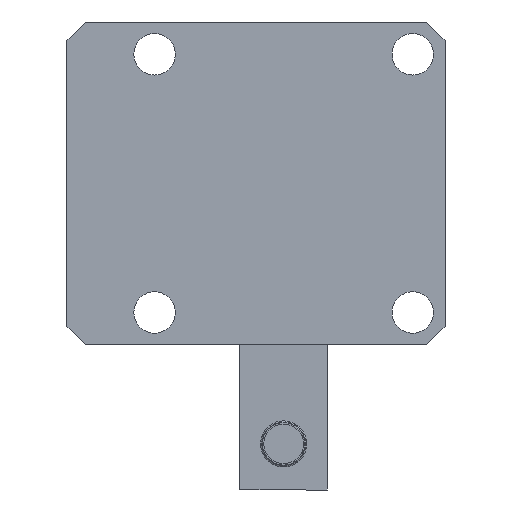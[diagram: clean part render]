
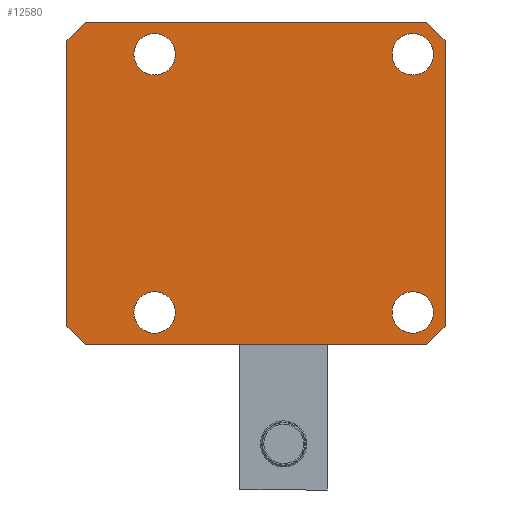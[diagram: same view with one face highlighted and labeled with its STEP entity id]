
A CAD part, front view. The second image highlights one B-rep face of the part: STEP entity #12580.
In plain terms, the highlighted planar face has unit normal (0, -1, 0).
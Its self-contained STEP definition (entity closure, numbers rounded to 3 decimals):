
#77 = PLANE ( 'NONE',  #1691 ) ;
#148 = LINE ( 'NONE', #3862, #11316 ) ;
#276 = AXIS2_PLACEMENT_3D ( 'NONE', #13053, #6083, #14186 ) ;
#354 = CARTESIAN_POINT ( 'NONE',  ( -35., 4.541, -31. ) ) ;
#387 = EDGE_CURVE ( 'NONE', #14789, #8418, #11378, .T. ) ;
#507 = FACE_BOUND ( 'NONE', #6895, .T. ) ;
#554 = EDGE_CURVE ( 'NONE', #1810, #13051, #12925, .T. ) ;
#644 = LINE ( 'NONE', #3611, #3477 ) ;
#803 = AXIS2_PLACEMENT_3D ( 'NONE', #4743, #12908, #5934 ) ;
#879 = CIRCLE ( 'NONE', #14814, 4.5 ) ;
#883 = CIRCLE ( 'NONE', #13760, 4.5 ) ;
#1548 = CIRCLE ( 'NONE', #3361, 4.5 ) ;
#1691 = AXIS2_PLACEMENT_3D ( 'NONE', #8262, #3559, #11782 ) ;
#1749 = VERTEX_POINT ( 'NONE', #14202 ) ;
#1810 = VERTEX_POINT ( 'NONE', #13672 ) ;
#2001 = AXIS2_PLACEMENT_3D ( 'NONE', #12176, #11988, #11943 ) ;
#2160 = VERTEX_POINT ( 'NONE', #6834 ) ;
#2262 = DIRECTION ( 'NONE',  ( 0., 0., 1. ) ) ;
#2267 = EDGE_CURVE ( 'NONE', #14718, #3827, #6386, .T. ) ;
#2274 = DIRECTION ( 'NONE',  ( 0., 1., 0. ) ) ;
#2294 = CARTESIAN_POINT ( 'NONE',  ( -28., 4.541, -28. ) ) ;
#2349 = VERTEX_POINT ( 'NONE', #354 ) ;
#2389 = CARTESIAN_POINT ( 'NONE',  ( 43., 4.541, -35. ) ) ;
#2541 = VERTEX_POINT ( 'NONE', #14179 ) ;
#2597 = CIRCLE ( 'NONE', #276, 4.5 ) ;
#2636 = ORIENTED_EDGE ( 'NONE', *, *, #2267, .T. ) ;
#2726 = VERTEX_POINT ( 'NONE', #11728 ) ;
#3240 = EDGE_CURVE ( 'NONE', #2726, #11313, #148, .T. ) ;
#3344 = DIRECTION ( 'NONE',  ( 0., 1., 0. ) ) ;
#3361 = AXIS2_PLACEMENT_3D ( 'NONE', #10462, #3344, #11595 ) ;
#3450 = CARTESIAN_POINT ( 'NONE',  ( -31., 4.541, -35. ) ) ;
#3477 = VECTOR ( 'NONE', #3561, 1000. ) ;
#3557 = ORIENTED_EDGE ( 'NONE', *, *, #9057, .T. ) ;
#3559 = DIRECTION ( 'NONE',  ( 0., -1., 0. ) ) ;
#3561 = DIRECTION ( 'NONE',  ( -0.707, 0., 0.707 ) ) ;
#3611 = CARTESIAN_POINT ( 'NONE',  ( 47., 4.541, 31. ) ) ;
#3630 = CARTESIAN_POINT ( 'NONE',  ( 43., 4.541, 35. ) ) ;
#3827 = VERTEX_POINT ( 'NONE', #9153 ) ;
#3832 = CARTESIAN_POINT ( 'NONE',  ( -28., 4.541, -32.5 ) ) ;
#3846 = DIRECTION ( 'NONE',  ( 0., 0., 1. ) ) ;
#3862 = CARTESIAN_POINT ( 'NONE',  ( 47., 4.541, 35. ) ) ;
#3900 = LINE ( 'NONE', #3450, #12506 ) ;
#4029 = EDGE_CURVE ( 'NONE', #2349, #2160, #14791, .T. ) ;
#4312 = FACE_BOUND ( 'NONE', #8378, .T. ) ;
#4504 = CARTESIAN_POINT ( 'NONE',  ( 28., 4.541, -28. ) ) ;
#4509 = DIRECTION ( 'NONE',  ( 0., 0., 1. ) ) ;
#4615 = DIRECTION ( 'NONE',  ( 1., 0., 0. ) ) ;
#4657 = DIRECTION ( 'NONE',  ( 0., 1., 0. ) ) ;
#4658 = EDGE_CURVE ( 'NONE', #2541, #13794, #879, .T. ) ;
#4743 = CARTESIAN_POINT ( 'NONE',  ( -28., 4.541, -28. ) ) ;
#4945 = CARTESIAN_POINT ( 'NONE',  ( 28., 4.541, 28. ) ) ;
#4950 = ORIENTED_EDGE ( 'NONE', *, *, #554, .T. ) ;
#4983 = AXIS2_PLACEMENT_3D ( 'NONE', #5053, #4657, #4509 ) ;
#5053 = CARTESIAN_POINT ( 'NONE',  ( -28., 4.541, 28. ) ) ;
#5057 = ORIENTED_EDGE ( 'NONE', *, *, #387, .T. ) ;
#5086 = CARTESIAN_POINT ( 'NONE',  ( -31., 4.541, 35. ) ) ;
#5323 = VECTOR ( 'NONE', #11805, 1000. ) ;
#5378 = LINE ( 'NONE', #2389, #5323 ) ;
#5523 = ORIENTED_EDGE ( 'NONE', *, *, #14576, .T. ) ;
#5605 = DIRECTION ( 'NONE',  ( -1., 0., 0. ) ) ;
#5618 = CARTESIAN_POINT ( 'NONE',  ( -35., 4.541, 31. ) ) ;
#5708 = DIRECTION ( 'NONE',  ( 0., 0., 1. ) ) ;
#5737 = CARTESIAN_POINT ( 'NONE',  ( 28., 4.541, -23.5 ) ) ;
#5934 = DIRECTION ( 'NONE',  ( 0., 0., 1. ) ) ;
#6083 = DIRECTION ( 'NONE',  ( 0., 1., 0. ) ) ;
#6130 = DIRECTION ( 'NONE',  ( 0., 0., 1. ) ) ;
#6167 = VERTEX_POINT ( 'NONE', #9764 ) ;
#6335 = ORIENTED_EDGE ( 'NONE', *, *, #4029, .T. ) ;
#6386 = CIRCLE ( 'NONE', #4983, 4.5 ) ;
#6722 = FACE_OUTER_BOUND ( 'NONE', #13084, .T. ) ;
#6831 = VERTEX_POINT ( 'NONE', #5737 ) ;
#6834 = CARTESIAN_POINT ( 'NONE',  ( -31., 4.541, -35. ) ) ;
#6895 = EDGE_LOOP ( 'NONE', ( #10686, #4950 ) ) ;
#7005 = EDGE_CURVE ( 'NONE', #11313, #13708, #644, .T. ) ;
#7031 = AXIS2_PLACEMENT_3D ( 'NONE', #4945, #13101, #6130 ) ;
#7071 = DIRECTION ( 'NONE',  ( 0.707, 0., -0.707 ) ) ;
#7176 = CARTESIAN_POINT ( 'NONE',  ( -35., 4.541, -31. ) ) ;
#7564 = EDGE_CURVE ( 'NONE', #1749, #6831, #2597, .T. ) ;
#7704 = VECTOR ( 'NONE', #5605, 1000. ) ;
#7852 = CIRCLE ( 'NONE', #803, 4.5 ) ;
#8205 = EDGE_LOOP ( 'NONE', ( #12662, #12521 ) ) ;
#8262 = CARTESIAN_POINT ( 'NONE',  ( -35., 4.541, 35. ) ) ;
#8352 = EDGE_CURVE ( 'NONE', #8418, #2349, #13718, .T. ) ;
#8378 = EDGE_LOOP ( 'NONE', ( #8402, #2636 ) ) ;
#8402 = ORIENTED_EDGE ( 'NONE', *, *, #14482, .T. ) ;
#8418 = VERTEX_POINT ( 'NONE', #5618 ) ;
#8632 = ORIENTED_EDGE ( 'NONE', *, *, #3240, .T. ) ;
#9000 = CARTESIAN_POINT ( 'NONE',  ( -35., 4.541, 35. ) ) ;
#9057 = EDGE_CURVE ( 'NONE', #6167, #2726, #5378, .T. ) ;
#9105 = CARTESIAN_POINT ( 'NONE',  ( 28., 4.541, 32.5 ) ) ;
#9139 = CARTESIAN_POINT ( 'NONE',  ( -35., 4.541, 35. ) ) ;
#9153 = CARTESIAN_POINT ( 'NONE',  ( -28., 4.541, 32.5 ) ) ;
#9200 = ORIENTED_EDGE ( 'NONE', *, *, #7564, .T. ) ;
#9383 = ORIENTED_EDGE ( 'NONE', *, *, #8352, .T. ) ;
#9494 = CARTESIAN_POINT ( 'NONE',  ( 47., 4.541, 31. ) ) ;
#9618 = EDGE_CURVE ( 'NONE', #13794, #2541, #7852, .T. ) ;
#9685 = ORIENTED_EDGE ( 'NONE', *, *, #11865, .T. ) ;
#9744 = EDGE_CURVE ( 'NONE', #13051, #1810, #14682, .T. ) ;
#9764 = CARTESIAN_POINT ( 'NONE',  ( 43., 4.541, -35. ) ) ;
#9900 = FACE_BOUND ( 'NONE', #10593, .T. ) ;
#10462 = CARTESIAN_POINT ( 'NONE',  ( -28., 4.541, 28. ) ) ;
#10567 = ORIENTED_EDGE ( 'NONE', *, *, #7005, .T. ) ;
#10593 = EDGE_LOOP ( 'NONE', ( #9685, #9200 ) ) ;
#10686 = ORIENTED_EDGE ( 'NONE', *, *, #9744, .T. ) ;
#11313 = VERTEX_POINT ( 'NONE', #9494 ) ;
#11316 = VECTOR ( 'NONE', #3846, 1000. ) ;
#11378 = LINE ( 'NONE', #14933, #14317 ) ;
#11595 = DIRECTION ( 'NONE',  ( 0., 0., 1. ) ) ;
#11728 = CARTESIAN_POINT ( 'NONE',  ( 47., 4.541, -31. ) ) ;
#11782 = DIRECTION ( 'NONE',  ( 0., 0., -1. ) ) ;
#11795 = EDGE_CURVE ( 'NONE', #13708, #14789, #12038, .T. ) ;
#11805 = DIRECTION ( 'NONE',  ( 0.707, 0., 0.707 ) ) ;
#11865 = EDGE_CURVE ( 'NONE', #6831, #1749, #883, .T. ) ;
#11943 = DIRECTION ( 'NONE',  ( 0., 0., 1. ) ) ;
#11988 = DIRECTION ( 'NONE',  ( 0., 1., 0. ) ) ;
#12038 = LINE ( 'NONE', #9139, #7704 ) ;
#12176 = CARTESIAN_POINT ( 'NONE',  ( 28., 4.541, 28. ) ) ;
#12506 = VECTOR ( 'NONE', #4615, 1000. ) ;
#12521 = ORIENTED_EDGE ( 'NONE', *, *, #9618, .T. ) ;
#12580 = ADVANCED_FACE ( 'NONE', ( #6722, #507, #12885, #4312, #9900 ), #77, .T. ) ;
#12662 = ORIENTED_EDGE ( 'NONE', *, *, #4658, .T. ) ;
#12671 = DIRECTION ( 'NONE',  ( 0., 1., 0. ) ) ;
#12885 = FACE_BOUND ( 'NONE', #8205, .T. ) ;
#12908 = DIRECTION ( 'NONE',  ( 0., 1., 0. ) ) ;
#12925 = CIRCLE ( 'NONE', #2001, 4.5 ) ;
#12938 = VECTOR ( 'NONE', #7071, 1000. ) ;
#13051 = VERTEX_POINT ( 'NONE', #9105 ) ;
#13053 = CARTESIAN_POINT ( 'NONE',  ( 28., 4.541, -28. ) ) ;
#13084 = EDGE_LOOP ( 'NONE', ( #14359, #5057, #9383, #6335, #5523, #3557, #8632, #10567 ) ) ;
#13101 = DIRECTION ( 'NONE',  ( 0., 1., 0. ) ) ;
#13128 = CARTESIAN_POINT ( 'NONE',  ( -28., 4.541, 23.5 ) ) ;
#13649 = DIRECTION ( 'NONE',  ( 0., 0., -1. ) ) ;
#13672 = CARTESIAN_POINT ( 'NONE',  ( 28., 4.541, 23.5 ) ) ;
#13708 = VERTEX_POINT ( 'NONE', #3630 ) ;
#13710 = VECTOR ( 'NONE', #13649, 1000. ) ;
#13718 = LINE ( 'NONE', #9000, #13710 ) ;
#13760 = AXIS2_PLACEMENT_3D ( 'NONE', #4504, #12671, #5708 ) ;
#13794 = VERTEX_POINT ( 'NONE', #3832 ) ;
#13957 = DIRECTION ( 'NONE',  ( -0.707, 0., -0.707 ) ) ;
#14179 = CARTESIAN_POINT ( 'NONE',  ( -28., 4.541, -23.5 ) ) ;
#14186 = DIRECTION ( 'NONE',  ( 0., 0., 1. ) ) ;
#14202 = CARTESIAN_POINT ( 'NONE',  ( 28., 4.541, -32.5 ) ) ;
#14317 = VECTOR ( 'NONE', #13957, 1000. ) ;
#14359 = ORIENTED_EDGE ( 'NONE', *, *, #11795, .T. ) ;
#14482 = EDGE_CURVE ( 'NONE', #3827, #14718, #1548, .T. ) ;
#14576 = EDGE_CURVE ( 'NONE', #2160, #6167, #3900, .T. ) ;
#14682 = CIRCLE ( 'NONE', #7031, 4.5 ) ;
#14718 = VERTEX_POINT ( 'NONE', #13128 ) ;
#14789 = VERTEX_POINT ( 'NONE', #5086 ) ;
#14791 = LINE ( 'NONE', #7176, #12938 ) ;
#14814 = AXIS2_PLACEMENT_3D ( 'NONE', #2294, #2274, #2262 ) ;
#14933 = CARTESIAN_POINT ( 'NONE',  ( -31., 4.541, 35. ) ) ;
